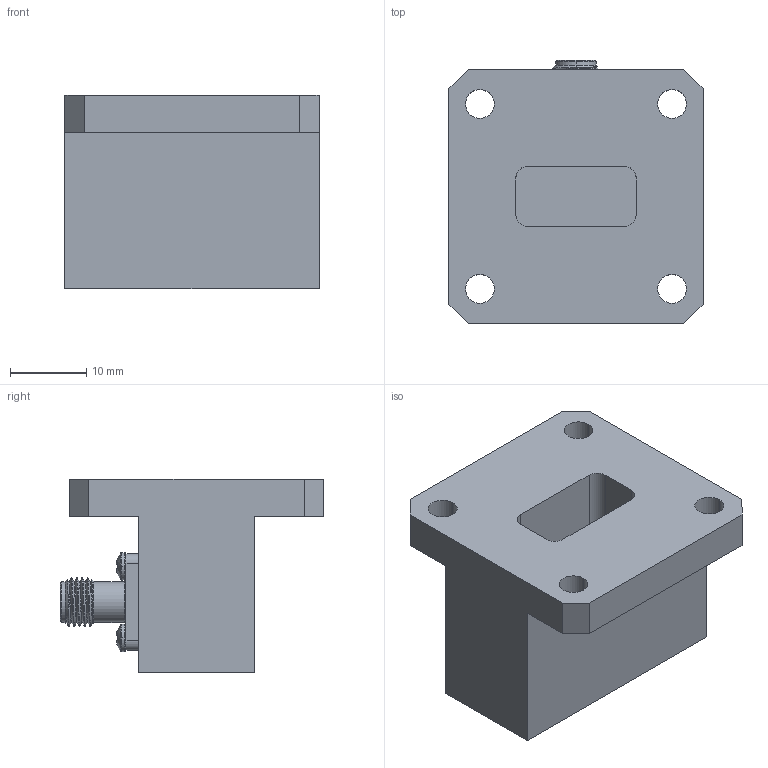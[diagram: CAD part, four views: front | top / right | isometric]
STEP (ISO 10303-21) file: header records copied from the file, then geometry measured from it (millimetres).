
FILE_DESCRIPTION (( 'STEP AP203' ), '1' );
FILE_NAME ('PE9803.step', '2019-02-18T14:11:11', ( '' ), ( '' ), 'SwSTEP 2.0', 'SolidWorks 2017', '' );
FILE_SCHEMA (( 'CONFIG_CONTROL_DESIGN' ));
Length unit declared in the file: inch
Products named in the file (1): PE9803
Bounding box: 33.38 x 34.57 x 25.45 mm (x, y, z)
Volume: 13262.7 mm3; surface area: 6486.3 mm2
Topology: 1 solids, 5 shells, 799 faces, 2159 edges, 1426 vertices
Faces by surface type: plane 364, bspline 193, cylinder 190, cone 50, torus 2
Entity records: 36907 total; most frequent: CARTESIAN_POINT 18814, ORIENTED_EDGE 4318, DIRECTION 2873, EDGE_CURVE 2159, VERTEX_POINT 1426, VECTOR 1171, LINE 1171, EDGE_LOOP 865
